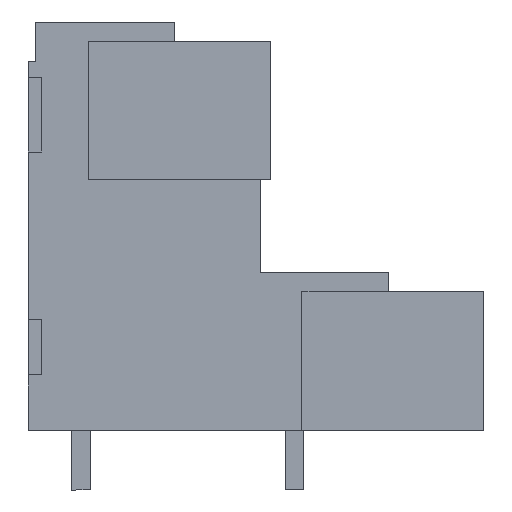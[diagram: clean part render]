
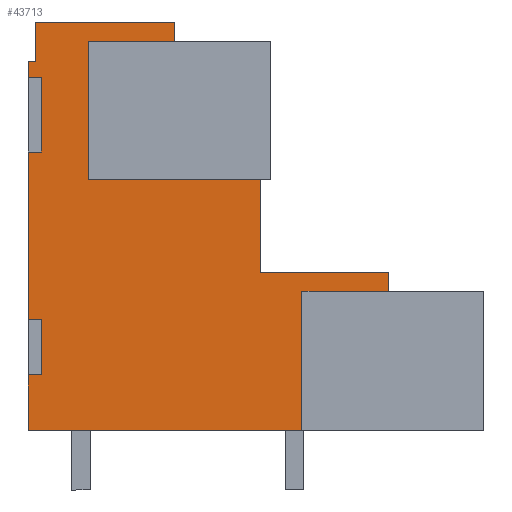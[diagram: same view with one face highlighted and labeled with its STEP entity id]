
A CAD part, left-side view. The second image highlights one B-rep face of the part: STEP entity #43713.
In plain terms, the highlighted planar face has unit normal (-1, 0, 0).
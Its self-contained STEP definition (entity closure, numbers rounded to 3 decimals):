
#43632=AXIS2_PLACEMENT_3D('Plane Axis2P3D',#43629,#43630,#43631) ;
#303=CARTESIAN_POINT('Vertex',(0.7,24.55,23.09)) ;
#1323=CARTESIAN_POINT('Vertex',(0.7,24.55,9.2)) ;
#1326=CARTESIAN_POINT('Line Origine',(0.7,24.55,13.7)) ;
#1330=CARTESIAN_POINT('Vertex',(0.7,24.55,18.2)) ;
#1351=CARTESIAN_POINT('Vertex',(0.7,24.55,22.2)) ;
#1354=CARTESIAN_POINT('Line Origine',(0.7,24.55,22.645)) ;
#2136=CARTESIAN_POINT('Line Origine',(0.7,24.35,23.09)) ;
#2140=CARTESIAN_POINT('Vertex',(0.7,24.15,23.09)) ;
#2729=CARTESIAN_POINT('Vertex',(0.7,16.65,25.2)) ;
#3233=CARTESIAN_POINT('Vertex',(0.7,24.15,25.2)) ;
#3236=CARTESIAN_POINT('Line Origine',(0.7,20.4,25.2)) ;
#3329=CARTESIAN_POINT('Vertex',(0.7,16.65,24.175)) ;
#3332=CARTESIAN_POINT('Line Origine',(0.7,16.65,24.687)) ;
#3398=CARTESIAN_POINT('Line Origine',(0.7,18.975,24.175)) ;
#3402=CARTESIAN_POINT('Vertex',(0.7,21.3,24.175)) ;
#4009=CARTESIAN_POINT('Vertex',(0.7,12.05,16.725)) ;
#4037=CARTESIAN_POINT('Vertex',(0.7,21.3,16.725)) ;
#4040=CARTESIAN_POINT('Line Origine',(0.7,16.675,16.725)) ;
#4065=CARTESIAN_POINT('Vertex',(0.7,12.05,11.7)) ;
#4068=CARTESIAN_POINT('Line Origine',(0.7,12.05,14.212)) ;
#4089=CARTESIAN_POINT('Vertex',(0.7,5.15,11.7)) ;
#4092=CARTESIAN_POINT('Line Origine',(0.7,8.6,11.7)) ;
#4113=CARTESIAN_POINT('Vertex',(0.7,5.15,10.7)) ;
#4116=CARTESIAN_POINT('Line Origine',(0.7,5.15,11.2)) ;
#4182=CARTESIAN_POINT('Line Origine',(0.7,7.475,10.7)) ;
#4186=CARTESIAN_POINT('Vertex',(0.7,9.8,10.7)) ;
#4863=CARTESIAN_POINT('Vertex',(0.7,9.8,3.2)) ;
#4866=CARTESIAN_POINT('Line Origine',(0.7,17.175,3.2)) ;
#4870=CARTESIAN_POINT('Vertex',(0.7,24.55,3.2)) ;
#43617=CARTESIAN_POINT('Line Origine',(0.7,21.3,20.45)) ;
#43629=CARTESIAN_POINT('Axis2P3D Location',(0.7,24.15,3.2)) ;
#43634=CARTESIAN_POINT('Line Origine',(0.7,24.2,9.2)) ;
#43638=CARTESIAN_POINT('Vertex',(0.7,23.85,9.2)) ;
#43641=CARTESIAN_POINT('Line Origine',(0.7,23.85,7.7)) ;
#43645=CARTESIAN_POINT('Vertex',(0.7,23.85,6.2)) ;
#43648=CARTESIAN_POINT('Line Origine',(0.7,24.2,6.2)) ;
#43652=CARTESIAN_POINT('Vertex',(0.7,24.55,6.2)) ;
#43655=CARTESIAN_POINT('Line Origine',(0.7,24.55,4.7)) ;
#43660=CARTESIAN_POINT('Line Origine',(0.7,9.8,6.95)) ;
#43665=CARTESIAN_POINT('Line Origine',(0.7,24.15,24.145)) ;
#43670=CARTESIAN_POINT('Line Origine',(0.7,24.2,22.2)) ;
#43674=CARTESIAN_POINT('Vertex',(0.7,23.85,22.2)) ;
#43677=CARTESIAN_POINT('Line Origine',(0.7,23.85,20.2)) ;
#43681=CARTESIAN_POINT('Vertex',(0.7,23.85,18.2)) ;
#43684=CARTESIAN_POINT('Line Origine',(0.7,24.2,18.2)) ;
#1327=DIRECTION('Vector Direction',(0.,0.,-1.)) ;
#1355=DIRECTION('Vector Direction',(0.,0.,-1.)) ;
#2137=DIRECTION('Vector Direction',(0.,-1.,0.)) ;
#3237=DIRECTION('Vector Direction',(0.,-1.,0.)) ;
#3333=DIRECTION('Vector Direction',(0.,0.,1.)) ;
#3399=DIRECTION('Vector Direction',(0.,1.,0.)) ;
#4041=DIRECTION('Vector Direction',(0.,1.,0.)) ;
#4069=DIRECTION('Vector Direction',(0.,0.,1.)) ;
#4093=DIRECTION('Vector Direction',(0.,1.,0.)) ;
#4117=DIRECTION('Vector Direction',(0.,0.,1.)) ;
#4183=DIRECTION('Vector Direction',(0.,1.,0.)) ;
#4867=DIRECTION('Vector Direction',(0.,-1.,0.)) ;
#43618=DIRECTION('Vector Direction',(0.,0.,-1.)) ;
#43630=DIRECTION('Axis2P3D Direction',(-1.,0.,0.)) ;
#43631=DIRECTION('Axis2P3D XDirection',(0.,1.,0.)) ;
#43635=DIRECTION('Vector Direction',(0.,-1.,0.)) ;
#43642=DIRECTION('Vector Direction',(0.,0.,1.)) ;
#43649=DIRECTION('Vector Direction',(0.,-1.,0.)) ;
#43656=DIRECTION('Vector Direction',(0.,0.,-1.)) ;
#43661=DIRECTION('Vector Direction',(0.,0.,-1.)) ;
#43666=DIRECTION('Vector Direction',(0.,0.,1.)) ;
#43671=DIRECTION('Vector Direction',(0.,-1.,0.)) ;
#43678=DIRECTION('Vector Direction',(0.,0.,1.)) ;
#43685=DIRECTION('Vector Direction',(0.,-1.,0.)) ;
#1328=VECTOR('Line Direction',#1327,1.) ;
#1356=VECTOR('Line Direction',#1355,1.) ;
#2138=VECTOR('Line Direction',#2137,1.) ;
#3238=VECTOR('Line Direction',#3237,1.) ;
#3334=VECTOR('Line Direction',#3333,1.) ;
#3400=VECTOR('Line Direction',#3399,1.) ;
#4042=VECTOR('Line Direction',#4041,1.) ;
#4070=VECTOR('Line Direction',#4069,1.) ;
#4094=VECTOR('Line Direction',#4093,1.) ;
#4118=VECTOR('Line Direction',#4117,1.) ;
#4184=VECTOR('Line Direction',#4183,1.) ;
#4868=VECTOR('Line Direction',#4867,1.) ;
#43619=VECTOR('Line Direction',#43618,1.) ;
#43636=VECTOR('Line Direction',#43635,1.) ;
#43643=VECTOR('Line Direction',#43642,1.) ;
#43650=VECTOR('Line Direction',#43649,1.) ;
#43657=VECTOR('Line Direction',#43656,1.) ;
#43662=VECTOR('Line Direction',#43661,1.) ;
#43667=VECTOR('Line Direction',#43666,1.) ;
#43672=VECTOR('Line Direction',#43671,1.) ;
#43679=VECTOR('Line Direction',#43678,1.) ;
#43686=VECTOR('Line Direction',#43685,1.) ;
#43690=ORIENTED_EDGE('',*,*,#1332,.T.) ;
#43691=ORIENTED_EDGE('',*,*,#43640,.T.) ;
#43692=ORIENTED_EDGE('',*,*,#43647,.F.) ;
#43693=ORIENTED_EDGE('',*,*,#43654,.F.) ;
#43694=ORIENTED_EDGE('',*,*,#43659,.T.) ;
#43695=ORIENTED_EDGE('',*,*,#4872,.T.) ;
#43696=ORIENTED_EDGE('',*,*,#43664,.F.) ;
#43697=ORIENTED_EDGE('',*,*,#4188,.F.) ;
#43698=ORIENTED_EDGE('',*,*,#4120,.T.) ;
#43699=ORIENTED_EDGE('',*,*,#4096,.T.) ;
#43700=ORIENTED_EDGE('',*,*,#4072,.T.) ;
#43701=ORIENTED_EDGE('',*,*,#4044,.T.) ;
#43702=ORIENTED_EDGE('',*,*,#43621,.F.) ;
#43703=ORIENTED_EDGE('',*,*,#3404,.F.) ;
#43704=ORIENTED_EDGE('',*,*,#3336,.T.) ;
#43705=ORIENTED_EDGE('',*,*,#3240,.F.) ;
#43706=ORIENTED_EDGE('',*,*,#43669,.F.) ;
#43707=ORIENTED_EDGE('',*,*,#2142,.F.) ;
#43708=ORIENTED_EDGE('',*,*,#1358,.T.) ;
#43709=ORIENTED_EDGE('',*,*,#43676,.T.) ;
#43710=ORIENTED_EDGE('',*,*,#43683,.F.) ;
#43711=ORIENTED_EDGE('',*,*,#43688,.F.) ;
#43713=ADVANCED_FACE('HOUSING',(#43712),#43633,.T.) ;
#1332=EDGE_CURVE('',#1331,#1324,#1329,.T.) ;
#1358=EDGE_CURVE('',#304,#1352,#1357,.T.) ;
#2142=EDGE_CURVE('',#304,#2141,#2139,.T.) ;
#3240=EDGE_CURVE('',#3234,#2730,#3239,.T.) ;
#3336=EDGE_CURVE('',#3330,#2730,#3335,.T.) ;
#3404=EDGE_CURVE('',#3330,#3403,#3401,.T.) ;
#4044=EDGE_CURVE('',#4010,#4038,#4043,.T.) ;
#4072=EDGE_CURVE('',#4066,#4010,#4071,.T.) ;
#4096=EDGE_CURVE('',#4090,#4066,#4095,.T.) ;
#4120=EDGE_CURVE('',#4114,#4090,#4119,.T.) ;
#4188=EDGE_CURVE('',#4114,#4187,#4185,.T.) ;
#4872=EDGE_CURVE('',#4871,#4864,#4869,.T.) ;
#43621=EDGE_CURVE('',#3403,#4038,#43620,.T.) ;
#43640=EDGE_CURVE('',#1324,#43639,#43637,.T.) ;
#43647=EDGE_CURVE('',#43646,#43639,#43644,.T.) ;
#43654=EDGE_CURVE('',#43653,#43646,#43651,.T.) ;
#43659=EDGE_CURVE('',#43653,#4871,#43658,.T.) ;
#43664=EDGE_CURVE('',#4187,#4864,#43663,.T.) ;
#43669=EDGE_CURVE('',#2141,#3234,#43668,.T.) ;
#43676=EDGE_CURVE('',#1352,#43675,#43673,.T.) ;
#43683=EDGE_CURVE('',#43682,#43675,#43680,.T.) ;
#43688=EDGE_CURVE('',#1331,#43682,#43687,.T.) ;
#43689=EDGE_LOOP('',(#43690,#43691,#43692,#43693,#43694,#43695,#43696,#43697,#43698,#43699,#43700,#43701,#43702,#43703,#43704,#43705,#43706,#43707,#43708,#43709,#43710,#43711)) ;
#43712=FACE_OUTER_BOUND('',#43689,.T.) ;
#1329=LINE('Line',#1326,#1328) ;
#1357=LINE('Line',#1354,#1356) ;
#2139=LINE('Line',#2136,#2138) ;
#3239=LINE('Line',#3236,#3238) ;
#3335=LINE('Line',#3332,#3334) ;
#3401=LINE('Line',#3398,#3400) ;
#4043=LINE('Line',#4040,#4042) ;
#4071=LINE('Line',#4068,#4070) ;
#4095=LINE('Line',#4092,#4094) ;
#4119=LINE('Line',#4116,#4118) ;
#4185=LINE('Line',#4182,#4184) ;
#4869=LINE('Line',#4866,#4868) ;
#43620=LINE('Line',#43617,#43619) ;
#43637=LINE('Line',#43634,#43636) ;
#43644=LINE('Line',#43641,#43643) ;
#43651=LINE('Line',#43648,#43650) ;
#43658=LINE('Line',#43655,#43657) ;
#43663=LINE('Line',#43660,#43662) ;
#43668=LINE('Line',#43665,#43667) ;
#43673=LINE('Line',#43670,#43672) ;
#43680=LINE('Line',#43677,#43679) ;
#43687=LINE('Line',#43684,#43686) ;
#43633=PLANE('',#43632) ;
#304=VERTEX_POINT('',#303) ;
#1324=VERTEX_POINT('',#1323) ;
#1331=VERTEX_POINT('',#1330) ;
#1352=VERTEX_POINT('',#1351) ;
#2141=VERTEX_POINT('',#2140) ;
#2730=VERTEX_POINT('',#2729) ;
#3234=VERTEX_POINT('',#3233) ;
#3330=VERTEX_POINT('',#3329) ;
#3403=VERTEX_POINT('',#3402) ;
#4010=VERTEX_POINT('',#4009) ;
#4038=VERTEX_POINT('',#4037) ;
#4066=VERTEX_POINT('',#4065) ;
#4090=VERTEX_POINT('',#4089) ;
#4114=VERTEX_POINT('',#4113) ;
#4187=VERTEX_POINT('',#4186) ;
#4864=VERTEX_POINT('',#4863) ;
#4871=VERTEX_POINT('',#4870) ;
#43639=VERTEX_POINT('',#43638) ;
#43646=VERTEX_POINT('',#43645) ;
#43653=VERTEX_POINT('',#43652) ;
#43675=VERTEX_POINT('',#43674) ;
#43682=VERTEX_POINT('',#43681) ;
